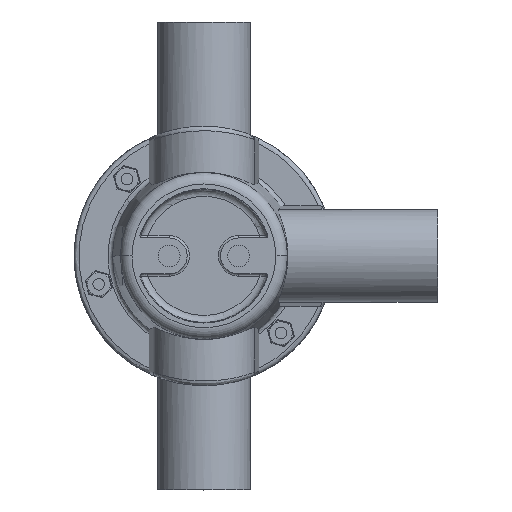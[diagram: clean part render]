
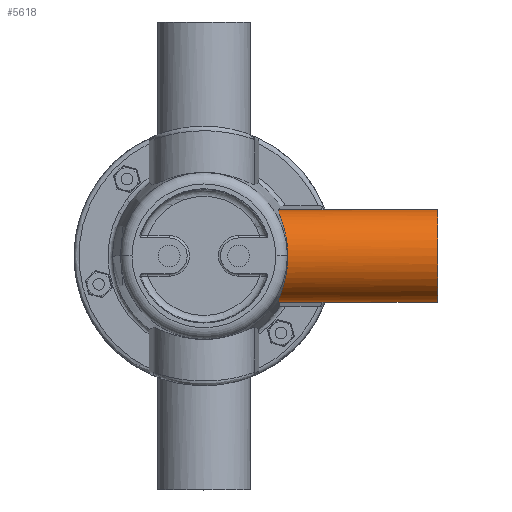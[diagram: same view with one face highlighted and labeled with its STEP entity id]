
A CAD part, top view. The second image highlights one B-rep face of the part: STEP entity #5618.
In plain terms, the highlighted cylindrical face has radius 20 mm (diameter 40 mm), a partial arc.
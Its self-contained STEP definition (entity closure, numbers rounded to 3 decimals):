
#543=CARTESIAN_POINT('',(51.429,20.,38.));
#572=DIRECTION('',(1.,0.,0.));
#573=VECTOR('',#572,49.571);
#574=CARTESIAN_POINT('',(51.429,20.,38.));
#575=LINE('',#574,#573);
#576=DIRECTION('',(-1.,0.,0.));
#577=VECTOR('',#576,14.);
#578=CARTESIAN_POINT('',(101.,-20.,38.));
#579=LINE('',#578,#577);
#580=DIRECTION('',(-1.,0.,0.));
#581=VECTOR('',#580,5.);
#582=CARTESIAN_POINT('',(87.,-20.,38.));
#583=LINE('',#582,#581);
#584=DIRECTION('',(-1.,0.,0.));
#585=VECTOR('',#584,30.571);
#586=CARTESIAN_POINT('',(82.,-20.,38.));
#587=LINE('',#586,#585);
#588=CARTESIAN_POINT('',(50.936,19.924,39.743));
#589=CARTESIAN_POINT('',(50.991,19.941,39.55));
#590=CARTESIAN_POINT('',(51.103,19.969,39.162));
#591=CARTESIAN_POINT('',(51.267,19.994,38.581));
#592=CARTESIAN_POINT('',(51.375,20.,38.194));
#593=CARTESIAN_POINT('',(51.429,20.,38.));
#595=CARTESIAN_POINT('',(101.,0.,38.));
#596=DIRECTION('',(-1.,0.,0.));
#597=DIRECTION('',(0.,-1.,0.));
#598=AXIS2_PLACEMENT_3D('',#595,#596,#597);
#633=CARTESIAN_POINT('',(50.936,-19.924,39.743));
#634=CARTESIAN_POINT('',(50.992,-19.941,39.548));
#635=CARTESIAN_POINT('',(51.104,-19.969,39.159));
#636=CARTESIAN_POINT('',(51.268,-19.994,38.577));
#637=CARTESIAN_POINT('',(51.376,-20.,38.192));
#638=CARTESIAN_POINT('',(51.429,-20.,38.));
#640=CARTESIAN_POINT('',(51.429,-20.,38.));
#677=DIRECTION('',(1.,0.,0.));
#678=VECTOR('',#677,18.77);
#679=CARTESIAN_POINT('',(32.166,-19.924,39.743));
#680=LINE('',#679,#678);
#829=CARTESIAN_POINT('',(36.238,0.,58.));
#830=CARTESIAN_POINT('',(36.238,-0.642,58.));
#831=CARTESIAN_POINT('',(36.209,-1.932,57.938));
#832=CARTESIAN_POINT('',(36.079,-3.858,57.657));
#833=CARTESIAN_POINT('',(35.865,-5.771,57.183));
#834=CARTESIAN_POINT('',(35.571,-7.65,56.516));
#835=CARTESIAN_POINT('',(35.203,-9.488,55.646));
#836=CARTESIAN_POINT('',(34.777,-11.253,54.578));
#837=CARTESIAN_POINT('',(34.308,-12.922,53.313));
#838=CARTESIAN_POINT('',(33.829,-14.445,51.885));
#839=CARTESIAN_POINT('',(33.367,-15.798,50.321));
#840=CARTESIAN_POINT('',(32.955,-16.954,48.671));
#841=CARTESIAN_POINT('',(32.61,-17.92,46.953));
#842=CARTESIAN_POINT('',(32.348,-18.695,45.191));
#843=CARTESIAN_POINT('',(32.179,-19.29,43.391));
#844=CARTESIAN_POINT('',(32.111,-19.707,41.574));
#845=CARTESIAN_POINT('',(32.136,-19.871,40.353));
#846=CARTESIAN_POINT('',(32.166,-19.924,39.743));
#911=CARTESIAN_POINT('',(32.166,19.924,39.743));
#912=CARTESIAN_POINT('',(32.136,19.871,40.353));
#913=CARTESIAN_POINT('',(32.111,19.707,41.574));
#914=CARTESIAN_POINT('',(32.179,19.29,43.391));
#915=CARTESIAN_POINT('',(32.348,18.695,45.19));
#916=CARTESIAN_POINT('',(32.609,17.92,46.951));
#917=CARTESIAN_POINT('',(32.955,16.955,48.67));
#918=CARTESIAN_POINT('',(33.367,15.799,50.321));
#919=CARTESIAN_POINT('',(33.828,14.446,51.884));
#920=CARTESIAN_POINT('',(34.307,12.924,53.311));
#921=CARTESIAN_POINT('',(34.776,11.255,54.576));
#922=CARTESIAN_POINT('',(35.203,9.491,55.644));
#923=CARTESIAN_POINT('',(35.57,7.652,56.515));
#924=CARTESIAN_POINT('',(35.865,5.772,57.183));
#925=CARTESIAN_POINT('',(36.079,3.859,57.657));
#926=CARTESIAN_POINT('',(36.209,1.933,57.938));
#927=CARTESIAN_POINT('',(36.238,0.643,58.));
#928=CARTESIAN_POINT('',(36.238,0.,58.));
#1002=DIRECTION('',(-1.,0.,0.));
#1003=VECTOR('',#1002,18.77);
#1004=CARTESIAN_POINT('',(50.936,19.924,39.743));
#1005=LINE('',#1004,#1003);
#4211=VERTEX_POINT('',#543);
#4212=VERTEX_POINT('',#588);
#4213=CARTESIAN_POINT('',(87.,-20.,38.));
#4214=CARTESIAN_POINT('',(82.,-20.,38.));
#4215=VERTEX_POINT('',#4213);
#4216=VERTEX_POINT('',#4214);
#4217=CARTESIAN_POINT('',(101.,-20.,38.));
#4218=VERTEX_POINT('',#4217);
#4219=CARTESIAN_POINT('',(101.,20.,38.));
#4220=VERTEX_POINT('',#4219);
#4221=VERTEX_POINT('',#640);
#4222=CARTESIAN_POINT('',(32.166,-19.924,39.743));
#4223=CARTESIAN_POINT('',(50.936,-19.924,39.743));
#4224=VERTEX_POINT('',#4222);
#4225=VERTEX_POINT('',#4223);
#4226=CARTESIAN_POINT('',(32.166,19.924,39.743));
#4227=VERTEX_POINT('',#4226);
#4258=VERTEX_POINT('',#829);
#5594=CARTESIAN_POINT('',(32.111,0.,38.));
#5595=DIRECTION('',(1.,0.,0.));
#5596=DIRECTION('',(0.,1.,0.));
#5597=AXIS2_PLACEMENT_3D('',#5594,#5595,#5596);
#5598=CYLINDRICAL_SURFACE('',#5597,20.);
#5599=ORIENTED_EDGE('',*,*,#5582,.T.);
#5601=ORIENTED_EDGE('',*,*,#5600,.F.);
#5602=ORIENTED_EDGE('',*,*,#5578,.T.);
#5603=ORIENTED_EDGE('',*,*,#5576,.T.);
#5604=ORIENTED_EDGE('',*,*,#5589,.T.);
#5606=ORIENTED_EDGE('',*,*,#5605,.F.);
#5608=ORIENTED_EDGE('',*,*,#5607,.F.);
#5610=ORIENTED_EDGE('',*,*,#5609,.F.);
#5612=ORIENTED_EDGE('',*,*,#5611,.F.);
#5614=ORIENTED_EDGE('',*,*,#5613,.F.);
#5615=ORIENTED_EDGE('',*,*,#5563,.T.);
#5616=EDGE_LOOP('',(#5599,#5601,#5602,#5603,#5604,#5606,#5608,#5610,#5612,#5614,
#5615));
#5617=FACE_OUTER_BOUND('',#5616,.F.);
#594=B_SPLINE_CURVE_WITH_KNOTS('',3,(#588,#589,#590,#591,#592,#593),
.UNSPECIFIED.,.F.,.F.,(4,1,1,4),(0.,0.333,0.667,1.),
.UNSPECIFIED.);
#599=CIRCLE('',#598,20.);
#639=B_SPLINE_CURVE_WITH_KNOTS('',3,(#633,#634,#635,#636,#637,#638),
.UNSPECIFIED.,.F.,.F.,(4,1,1,4),(0.,0.333,0.667,1.),
.UNSPECIFIED.);
#847=B_SPLINE_CURVE_WITH_KNOTS('',3,(#829,#830,#831,#832,#833,#834,#835,#836,
#837,#838,#839,#840,#841,#842,#843,#844,#845,#846),.UNSPECIFIED.,.F.,.F.,(4,1,1,
1,1,1,1,1,1,1,1,1,1,1,1,4),(0.,0.067,0.133,0.2,
0.267,0.333,0.4,0.467,0.533,
0.6,0.667,0.733,0.8,0.867,
0.933,1.),.UNSPECIFIED.);
#929=B_SPLINE_CURVE_WITH_KNOTS('',3,(#911,#912,#913,#914,#915,#916,#917,#918,
#919,#920,#921,#922,#923,#924,#925,#926,#927,#928),.UNSPECIFIED.,.F.,.F.,(4,1,1,
1,1,1,1,1,1,1,1,1,1,1,1,4),(0.,0.067,0.133,0.2,
0.267,0.333,0.4,0.467,0.533,
0.6,0.667,0.733,0.8,0.867,
0.933,1.),.UNSPECIFIED.);
#5563=EDGE_CURVE('',#4212,#4211,#594,.T.);
#5576=EDGE_CURVE('',#4215,#4216,#583,.T.);
#5578=EDGE_CURVE('',#4218,#4215,#579,.T.);
#5582=EDGE_CURVE('',#4211,#4220,#575,.T.);
#5589=EDGE_CURVE('',#4216,#4221,#587,.T.);
#5600=EDGE_CURVE('',#4218,#4220,#599,.T.);
#5605=EDGE_CURVE('',#4225,#4221,#639,.T.);
#5607=EDGE_CURVE('',#4224,#4225,#680,.T.);
#5609=EDGE_CURVE('',#4258,#4224,#847,.T.);
#5611=EDGE_CURVE('',#4227,#4258,#929,.T.);
#5613=EDGE_CURVE('',#4212,#4227,#1005,.T.);
#5618=ADVANCED_FACE('',(#5617),#5598,.T.);
